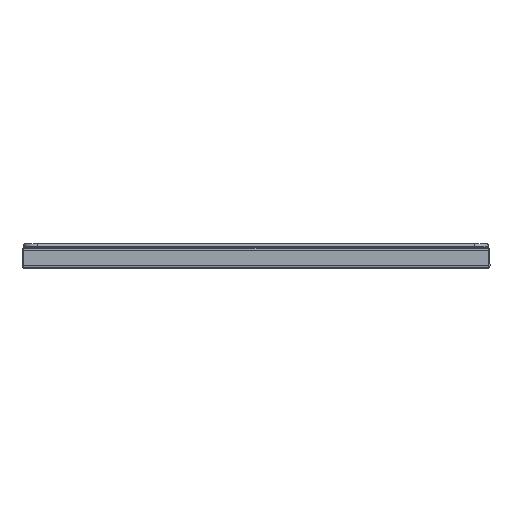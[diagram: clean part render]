
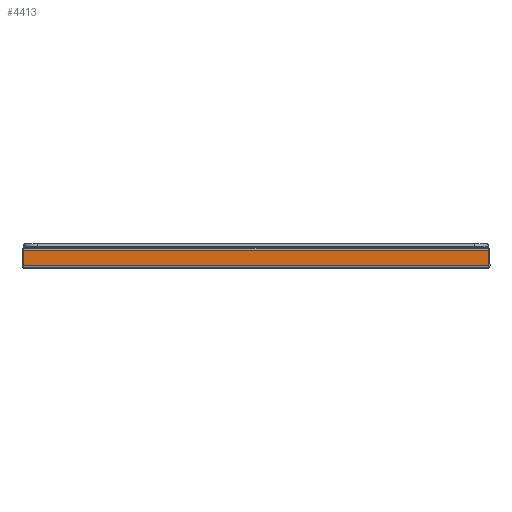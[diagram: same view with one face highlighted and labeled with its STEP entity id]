
A CAD part, left-side view. The second image highlights one B-rep face of the part: STEP entity #4413.
In plain terms, the highlighted planar face has unit normal (-1, 0, 0).
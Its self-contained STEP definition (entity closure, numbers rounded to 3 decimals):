
#8 = PLANE ( 'NONE',  #1212 ) ;
#35 = CARTESIAN_POINT ( 'NONE',  ( 0., 0., 0. ) ) ;
#121 = EDGE_CURVE ( 'NONE', #3478, #1229, #1407, .T. ) ;
#135 = ORIENTED_EDGE ( 'NONE', *, *, #121, .T. ) ;
#339 = VECTOR ( 'NONE', #2905, 1000. ) ;
#379 = DIRECTION ( 'NONE',  ( 1., 0., 0. ) ) ;
#844 = LINE ( 'NONE', #3683, #339 ) ;
#1008 = CARTESIAN_POINT ( 'NONE',  ( 0., 1.707, 14.5 ) ) ;
#1035 = LINE ( 'NONE', #1895, #1548 ) ;
#1212 = AXIS2_PLACEMENT_3D ( 'NONE', #35, #379, #4403 ) ;
#1229 = VERTEX_POINT ( 'NONE', #4045 ) ;
#1259 = CARTESIAN_POINT ( 'NONE',  ( 0., 1.141, 1. ) ) ;
#1407 = LINE ( 'NONE', #1008, #2541 ) ;
#1548 = VECTOR ( 'NONE', #4247, 1000. ) ;
#1648 = ORIENTED_EDGE ( 'NONE', *, *, #4674, .F. ) ;
#1685 = CARTESIAN_POINT ( 'NONE',  ( 0., 1.141, 14.5 ) ) ;
#1762 = EDGE_CURVE ( 'NONE', #2535, #3478, #844, .T. ) ;
#1793 = ORIENTED_EDGE ( 'NONE', *, *, #4668, .F. ) ;
#1895 = CARTESIAN_POINT ( 'NONE',  ( 0., 399., 1. ) ) ;
#2244 = CARTESIAN_POINT ( 'NONE',  ( 0., 397.859, 1. ) ) ;
#2535 = VERTEX_POINT ( 'NONE', #1259 ) ;
#2541 = VECTOR ( 'NONE', #2727, 1000. ) ;
#2727 = DIRECTION ( 'NONE',  ( 0., 1., 0. ) ) ;
#2905 = DIRECTION ( 'NONE',  ( 0., 0., 1. ) ) ;
#3333 = CARTESIAN_POINT ( 'NONE',  ( 0., 397.859, 1. ) ) ;
#3478 = VERTEX_POINT ( 'NONE', #1685 ) ;
#3505 = DIRECTION ( 'NONE',  ( 0., 0., 1. ) ) ;
#3683 = CARTESIAN_POINT ( 'NONE',  ( 0., 1.141, 1. ) ) ;
#3748 = ORIENTED_EDGE ( 'NONE', *, *, #1762, .T. ) ;
#3798 = LINE ( 'NONE', #2244, #4500 ) ;
#4045 = CARTESIAN_POINT ( 'NONE',  ( 0., 397.859, 14.5 ) ) ;
#4247 = DIRECTION ( 'NONE',  ( 0., 1., 0. ) ) ;
#4403 = DIRECTION ( 'NONE',  ( 0., 0., -1. ) ) ;
#4413 = ADVANCED_FACE ( 'NONE', ( #5176 ), #8, .F. ) ;
#4500 = VECTOR ( 'NONE', #3505, 1000. ) ;
#4513 = VERTEX_POINT ( 'NONE', #3333 ) ;
#4668 = EDGE_CURVE ( 'NONE', #2535, #4513, #1035, .T. ) ;
#4674 = EDGE_CURVE ( 'NONE', #4513, #1229, #3798, .T. ) ;
#4749 = EDGE_LOOP ( 'NONE', ( #135, #1648, #1793, #3748 ) ) ;
#5176 = FACE_OUTER_BOUND ( 'NONE', #4749, .T. ) ;
